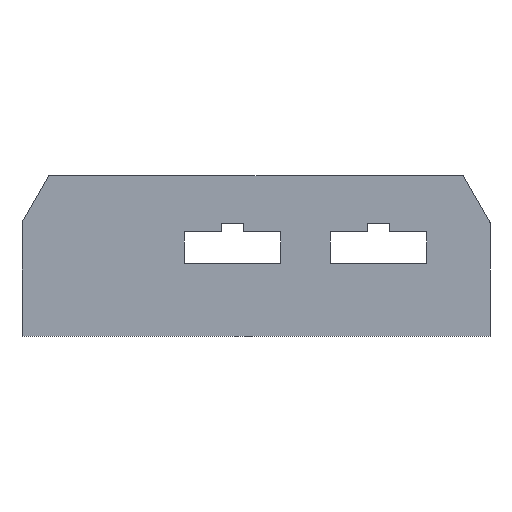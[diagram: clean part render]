
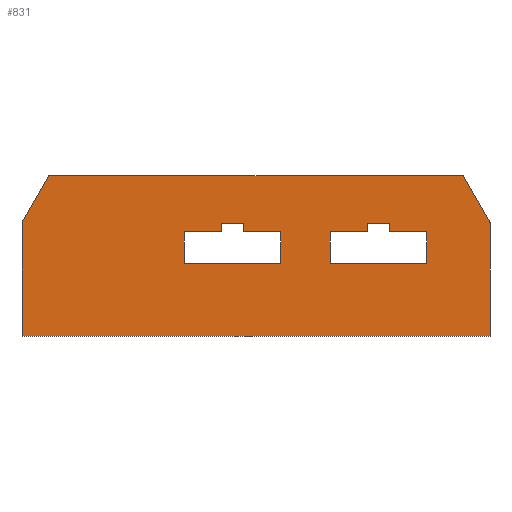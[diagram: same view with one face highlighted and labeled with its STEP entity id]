
A CAD part, front view. The second image highlights one B-rep face of the part: STEP entity #831.
In plain terms, the highlighted planar face has unit normal (0, -1, 0).
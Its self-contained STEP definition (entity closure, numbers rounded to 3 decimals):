
#16=CIRCLE('',#868,0.5);
#18=CIRCLE('',#872,0.5);
#20=CIRCLE('',#876,0.5);
#22=CIRCLE('',#882,0.5);
#30=FACE_BOUND('',#119,.T.);
#31=FACE_BOUND('',#120,.T.);
#73=FACE_OUTER_BOUND('',#118,.T.);
#118=EDGE_LOOP('',(#711,#712,#713,#714,#715,#716,#717,#718,#719,#720));
#119=EDGE_LOOP('',(#721,#722,#723,#724,#725,#726,#727,#728));
#120=EDGE_LOOP('',(#729,#730,#731,#732,#733,#734,#735,#736));
#123=LINE('',#1097,#229);
#127=LINE('',#1105,#233);
#130=LINE('',#1111,#236);
#133=LINE('',#1117,#239);
#136=LINE('',#1123,#242);
#139=LINE('',#1129,#245);
#142=LINE('',#1135,#248);
#145=LINE('',#1140,#251);
#147=LINE('',#1145,#253);
#151=LINE('',#1153,#257);
#154=LINE('',#1159,#260);
#157=LINE('',#1165,#263);
#160=LINE('',#1171,#266);
#163=LINE('',#1177,#269);
#166=LINE('',#1183,#272);
#169=LINE('',#1188,#275);
#209=LINE('',#1271,#315);
#213=LINE('',#1283,#319);
#217=LINE('',#1295,#323);
#221=LINE('',#1307,#327);
#224=LINE('',#1313,#330);
#227=LINE('',#1319,#333);
#229=VECTOR('',#889,10.);
#233=VECTOR('',#895,10.);
#236=VECTOR('',#900,10.);
#239=VECTOR('',#905,10.);
#242=VECTOR('',#910,10.);
#245=VECTOR('',#915,10.);
#248=VECTOR('',#920,10.);
#251=VECTOR('',#925,10.);
#253=VECTOR('',#929,10.);
#257=VECTOR('',#935,10.);
#260=VECTOR('',#940,10.);
#263=VECTOR('',#945,10.);
#266=VECTOR('',#950,10.);
#269=VECTOR('',#955,10.);
#272=VECTOR('',#960,10.);
#275=VECTOR('',#965,10.);
#315=VECTOR('',#1035,10.);
#319=VECTOR('',#1047,10.);
#323=VECTOR('',#1059,10.);
#327=VECTOR('',#1071,10.);
#330=VECTOR('',#1076,10.);
#333=VECTOR('',#1081,10.);
#335=VERTEX_POINT('',#1095);
#336=VERTEX_POINT('',#1096);
#339=VERTEX_POINT('',#1104);
#341=VERTEX_POINT('',#1110);
#343=VERTEX_POINT('',#1116);
#345=VERTEX_POINT('',#1122);
#347=VERTEX_POINT('',#1128);
#349=VERTEX_POINT('',#1134);
#351=VERTEX_POINT('',#1143);
#352=VERTEX_POINT('',#1144);
#355=VERTEX_POINT('',#1152);
#357=VERTEX_POINT('',#1158);
#359=VERTEX_POINT('',#1164);
#361=VERTEX_POINT('',#1170);
#363=VERTEX_POINT('',#1176);
#365=VERTEX_POINT('',#1182);
#393=VERTEX_POINT('',#1268);
#394=VERTEX_POINT('',#1270);
#396=VERTEX_POINT('',#1276);
#398=VERTEX_POINT('',#1282);
#400=VERTEX_POINT('',#1288);
#402=VERTEX_POINT('',#1294);
#404=VERTEX_POINT('',#1300);
#406=VERTEX_POINT('',#1306);
#408=VERTEX_POINT('',#1312);
#410=VERTEX_POINT('',#1318);
#411=EDGE_CURVE('',#335,#336,#123,.T.);
#415=EDGE_CURVE('',#339,#335,#127,.T.);
#418=EDGE_CURVE('',#341,#339,#130,.T.);
#421=EDGE_CURVE('',#343,#341,#133,.T.);
#424=EDGE_CURVE('',#345,#343,#136,.T.);
#427=EDGE_CURVE('',#347,#345,#139,.T.);
#430=EDGE_CURVE('',#349,#347,#142,.T.);
#433=EDGE_CURVE('',#336,#349,#145,.T.);
#435=EDGE_CURVE('',#351,#352,#147,.T.);
#439=EDGE_CURVE('',#355,#351,#151,.T.);
#442=EDGE_CURVE('',#357,#355,#154,.T.);
#445=EDGE_CURVE('',#359,#357,#157,.T.);
#448=EDGE_CURVE('',#361,#359,#160,.T.);
#451=EDGE_CURVE('',#363,#361,#163,.T.);
#454=EDGE_CURVE('',#365,#363,#166,.T.);
#457=EDGE_CURVE('',#352,#365,#169,.T.);
#497=EDGE_CURVE('',#394,#393,#209,.T.);
#500=EDGE_CURVE('',#396,#394,#16,.T.);
#503=EDGE_CURVE('',#398,#396,#213,.T.);
#506=EDGE_CURVE('',#400,#398,#18,.T.);
#509=EDGE_CURVE('',#402,#400,#217,.T.);
#512=EDGE_CURVE('',#404,#402,#20,.T.);
#515=EDGE_CURVE('',#406,#404,#221,.T.);
#518=EDGE_CURVE('',#408,#406,#224,.T.);
#521=EDGE_CURVE('',#410,#408,#227,.T.);
#524=EDGE_CURVE('',#393,#410,#22,.T.);
#711=ORIENTED_EDGE('',*,*,#524,.T.);
#712=ORIENTED_EDGE('',*,*,#521,.T.);
#713=ORIENTED_EDGE('',*,*,#518,.T.);
#714=ORIENTED_EDGE('',*,*,#515,.T.);
#715=ORIENTED_EDGE('',*,*,#512,.T.);
#716=ORIENTED_EDGE('',*,*,#509,.T.);
#717=ORIENTED_EDGE('',*,*,#506,.T.);
#718=ORIENTED_EDGE('',*,*,#503,.T.);
#719=ORIENTED_EDGE('',*,*,#500,.T.);
#720=ORIENTED_EDGE('',*,*,#497,.T.);
#721=ORIENTED_EDGE('',*,*,#433,.F.);
#722=ORIENTED_EDGE('',*,*,#411,.F.);
#723=ORIENTED_EDGE('',*,*,#415,.F.);
#724=ORIENTED_EDGE('',*,*,#418,.F.);
#725=ORIENTED_EDGE('',*,*,#421,.F.);
#726=ORIENTED_EDGE('',*,*,#424,.F.);
#727=ORIENTED_EDGE('',*,*,#427,.F.);
#728=ORIENTED_EDGE('',*,*,#430,.F.);
#729=ORIENTED_EDGE('',*,*,#457,.F.);
#730=ORIENTED_EDGE('',*,*,#435,.F.);
#731=ORIENTED_EDGE('',*,*,#439,.F.);
#732=ORIENTED_EDGE('',*,*,#442,.F.);
#733=ORIENTED_EDGE('',*,*,#445,.F.);
#734=ORIENTED_EDGE('',*,*,#448,.F.);
#735=ORIENTED_EDGE('',*,*,#451,.F.);
#736=ORIENTED_EDGE('',*,*,#454,.F.);
#789=PLANE('',#883);
#831=ADVANCED_FACE('',(#73,#30,#31),#789,.T.);
#868=AXIS2_PLACEMENT_3D('',#1277,#1041,#1042);
#872=AXIS2_PLACEMENT_3D('',#1289,#1053,#1054);
#876=AXIS2_PLACEMENT_3D('',#1301,#1065,#1066);
#882=AXIS2_PLACEMENT_3D('',#1323,#1087,#1088);
#883=AXIS2_PLACEMENT_3D('',#1324,#1089,#1090);
#889=DIRECTION('',(-1.,0.,0.));
#895=DIRECTION('',(0.,0.,1.));
#900=DIRECTION('',(-1.,0.,0.));
#905=DIRECTION('',(0.,0.,1.));
#910=DIRECTION('',(1.,0.,0.));
#915=DIRECTION('',(0.,0.,-1.));
#920=DIRECTION('',(-1.,0.,0.));
#925=DIRECTION('',(0.,0.,-1.));
#929=DIRECTION('',(-1.,0.,0.));
#935=DIRECTION('',(0.,0.,1.));
#940=DIRECTION('',(-1.,0.,0.));
#945=DIRECTION('',(0.,0.,1.));
#950=DIRECTION('',(1.,0.,0.));
#955=DIRECTION('',(0.,0.,-1.));
#960=DIRECTION('',(-1.,0.,0.));
#965=DIRECTION('',(0.,0.,-1.));
#1035=DIRECTION('',(-0.5,0.,-0.866));
#1041=DIRECTION('center_axis',(0.,-1.,0.));
#1042=DIRECTION('ref_axis',(0.,0.,1.));
#1047=DIRECTION('',(-1.,0.,0.));
#1053=DIRECTION('center_axis',(0.,-1.,0.));
#1054=DIRECTION('ref_axis',(0.866,0.,0.5));
#1059=DIRECTION('',(-0.5,0.,0.866));
#1065=DIRECTION('center_axis',(0.,-1.,0.));
#1066=DIRECTION('ref_axis',(1.,0.,0.));
#1071=DIRECTION('',(0.,0.,1.));
#1076=DIRECTION('',(1.,0.,0.));
#1081=DIRECTION('',(0.,0.,-1.));
#1087=DIRECTION('center_axis',(0.,-1.,0.));
#1088=DIRECTION('ref_axis',(-0.866,0.,0.5));
#1089=DIRECTION('center_axis',(0.,-1.,0.));
#1090=DIRECTION('ref_axis',(1.,0.,0.));
#1095=CARTESIAN_POINT('',(-11.88,-55.,18.306));
#1096=CARTESIAN_POINT('',(-15.48,-55.,18.306));
#1097=CARTESIAN_POINT('',(-24.49,-55.,18.306));
#1104=CARTESIAN_POINT('',(-11.88,-55.,16.906));
#1105=CARTESIAN_POINT('',(-11.88,-55.,15.653));
#1110=CARTESIAN_POINT('',(-5.88,-55.,16.906));
#1111=CARTESIAN_POINT('',(-22.69,-55.,16.906));
#1116=CARTESIAN_POINT('',(-5.88,-55.,11.806));
#1117=CARTESIAN_POINT('',(-5.88,-55.,14.953));
#1122=CARTESIAN_POINT('',(-21.48,-55.,11.806));
#1123=CARTESIAN_POINT('',(-19.69,-55.,11.806));
#1128=CARTESIAN_POINT('',(-21.48,-55.,16.906));
#1129=CARTESIAN_POINT('',(-21.48,-55.,12.403));
#1134=CARTESIAN_POINT('',(-15.48,-55.,16.906));
#1135=CARTESIAN_POINT('',(-27.49,-55.,16.906));
#1140=CARTESIAN_POINT('',(-15.48,-55.,14.953));
#1143=CARTESIAN_POINT('',(-35.48,-55.,18.306));
#1144=CARTESIAN_POINT('',(-39.08,-55.,18.306));
#1145=CARTESIAN_POINT('',(-36.29,-55.,18.306));
#1152=CARTESIAN_POINT('',(-35.48,-55.,16.906));
#1153=CARTESIAN_POINT('',(-35.48,-55.,15.653));
#1158=CARTESIAN_POINT('',(-29.48,-55.,16.906));
#1159=CARTESIAN_POINT('',(-34.49,-55.,16.906));
#1164=CARTESIAN_POINT('',(-29.48,-55.,11.806));
#1165=CARTESIAN_POINT('',(-29.48,-55.,14.953));
#1170=CARTESIAN_POINT('',(-45.08,-55.,11.806));
#1171=CARTESIAN_POINT('',(-31.49,-55.,11.806));
#1176=CARTESIAN_POINT('',(-45.08,-55.,16.906));
#1177=CARTESIAN_POINT('',(-45.08,-55.,12.403));
#1182=CARTESIAN_POINT('',(-39.08,-55.,16.906));
#1183=CARTESIAN_POINT('',(-39.29,-55.,16.906));
#1188=CARTESIAN_POINT('',(-39.08,-55.,14.953));
#1268=CARTESIAN_POINT('',(-71.253,-55.,18.633));
#1270=CARTESIAN_POINT('',(-67.144,-55.,25.75));
#1271=CARTESIAN_POINT('',(-67.144,-55.,25.75));
#1276=CARTESIAN_POINT('',(-66.711,-55.,26.));
#1277=CARTESIAN_POINT('Origin',(-66.711,-55.,25.5));
#1282=CARTESIAN_POINT('',(-0.289,-55.,26.));
#1283=CARTESIAN_POINT('',(-0.289,-55.,26.));
#1288=CARTESIAN_POINT('',(0.144,-55.,25.75));
#1289=CARTESIAN_POINT('Origin',(-0.289,-55.,25.5));
#1294=CARTESIAN_POINT('',(4.253,-55.,18.633));
#1295=CARTESIAN_POINT('',(4.253,-55.,18.633));
#1300=CARTESIAN_POINT('',(4.32,-55.,18.383));
#1301=CARTESIAN_POINT('Origin',(3.82,-55.,18.383));
#1306=CARTESIAN_POINT('',(4.32,-55.,0.));
#1307=CARTESIAN_POINT('',(4.32,-55.,0.));
#1312=CARTESIAN_POINT('',(-71.32,-55.,0.));
#1313=CARTESIAN_POINT('',(-71.32,-55.,0.));
#1318=CARTESIAN_POINT('',(-71.32,-55.,18.383));
#1319=CARTESIAN_POINT('',(-71.32,-55.,18.383));
#1323=CARTESIAN_POINT('Origin',(-70.82,-55.,18.383));
#1324=CARTESIAN_POINT('Origin',(-33.5,-55.,13.));
